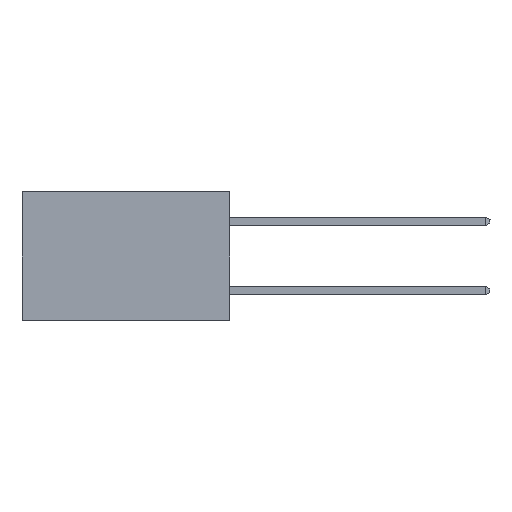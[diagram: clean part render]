
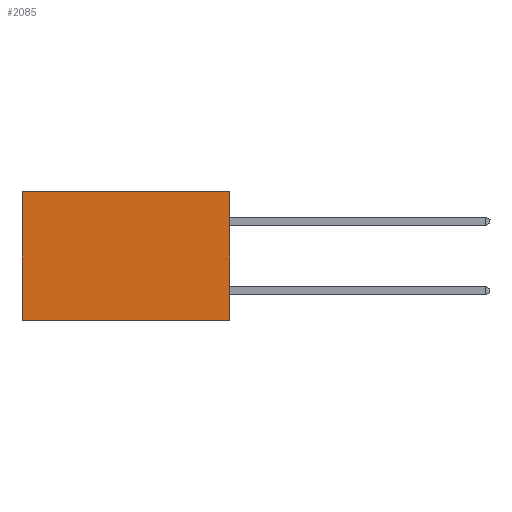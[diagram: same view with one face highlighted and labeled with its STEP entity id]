
A CAD part, left-side view. The second image highlights one B-rep face of the part: STEP entity #2085.
In plain terms, the highlighted planar face has unit normal (-1, 0, 0).
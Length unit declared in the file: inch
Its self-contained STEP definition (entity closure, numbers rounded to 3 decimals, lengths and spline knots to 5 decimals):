
#737 = LINE ( 'NONE', #16055, #4007 ) ;
#816 = EDGE_CURVE ( 'NONE', #16096, #10321, #5056, .T. ) ;
#1023 = DIRECTION ( 'NONE',  ( 0., 0., -1. ) ) ;
#1173 = EDGE_CURVE ( 'NONE', #6162, #12252, #15243, .T. ) ;
#1536 = VECTOR ( 'NONE', #9651, 39.37008 ) ;
#2079 = DIRECTION ( 'NONE',  ( 1., 0., 0. ) ) ;
#2085 = ADVANCED_FACE ( 'NONE', ( #8106 ), #3328, .F. ) ;
#2485 = VECTOR ( 'NONE', #6316, 39.37008 ) ;
#3032 = LINE ( 'NONE', #14666, #1536 ) ;
#3328 = PLANE ( 'NONE',  #16019 ) ;
#4007 = VECTOR ( 'NONE', #9724, 39.37008 ) ;
#5056 = LINE ( 'NONE', #6481, #2485 ) ;
#6162 = VERTEX_POINT ( 'NONE', #15645 ) ;
#6316 = DIRECTION ( 'NONE',  ( 0., 0., -1. ) ) ;
#6379 = CARTESIAN_POINT ( 'NONE',  ( 0.2615, 0., -0.37 ) ) ;
#6481 = CARTESIAN_POINT ( 'NONE',  ( 0.2615, 0.6, -0.37 ) ) ;
#6558 = EDGE_LOOP ( 'NONE', ( #14860, #14514, #13245, #9596 ) ) ;
#7172 = EDGE_CURVE ( 'NONE', #12252, #10321, #3032, .T. ) ;
#7183 = DIRECTION ( 'NONE',  ( 0., 0., -1. ) ) ;
#8106 = FACE_OUTER_BOUND ( 'NONE', #6558, .T. ) ;
#8431 = CARTESIAN_POINT ( 'NONE',  ( 0.2615, 0., -0.37 ) ) ;
#9141 = EDGE_CURVE ( 'NONE', #6162, #16096, #737, .T. ) ;
#9596 = ORIENTED_EDGE ( 'NONE', *, *, #9141, .T. ) ;
#9651 = DIRECTION ( 'NONE',  ( 0., 1., 0. ) ) ;
#9724 = DIRECTION ( 'NONE',  ( 0., 1., 0. ) ) ;
#10011 = CARTESIAN_POINT ( 'NONE',  ( 0.2615, 0., -0.37 ) ) ;
#10321 = VERTEX_POINT ( 'NONE', #15032 ) ;
#12039 = CARTESIAN_POINT ( 'NONE',  ( 0.2615, 0.6, 0. ) ) ;
#12252 = VERTEX_POINT ( 'NONE', #10011 ) ;
#13245 = ORIENTED_EDGE ( 'NONE', *, *, #1173, .F. ) ;
#14023 = VECTOR ( 'NONE', #1023, 39.37008 ) ;
#14514 = ORIENTED_EDGE ( 'NONE', *, *, #7172, .F. ) ;
#14666 = CARTESIAN_POINT ( 'NONE',  ( 0.2615, 0., -0.37 ) ) ;
#14860 = ORIENTED_EDGE ( 'NONE', *, *, #816, .T. ) ;
#15032 = CARTESIAN_POINT ( 'NONE',  ( 0.2615, 0.6, -0.37 ) ) ;
#15243 = LINE ( 'NONE', #6379, #14023 ) ;
#15645 = CARTESIAN_POINT ( 'NONE',  ( 0.2615, 0., 0. ) ) ;
#16019 = AXIS2_PLACEMENT_3D ( 'NONE', #8431, #2079, #7183 ) ;
#16055 = CARTESIAN_POINT ( 'NONE',  ( 0.2615, 0., 0. ) ) ;
#16096 = VERTEX_POINT ( 'NONE', #12039 ) ;
